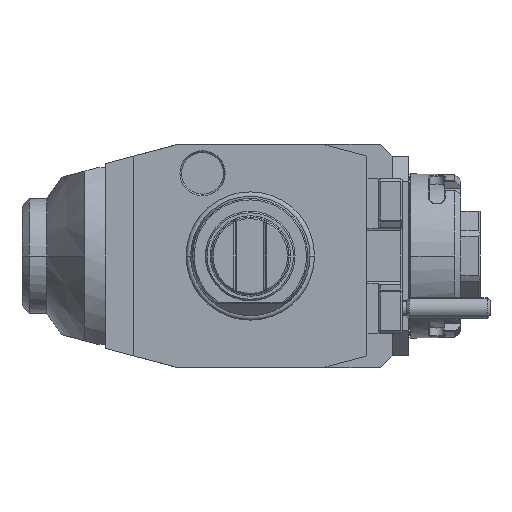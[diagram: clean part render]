
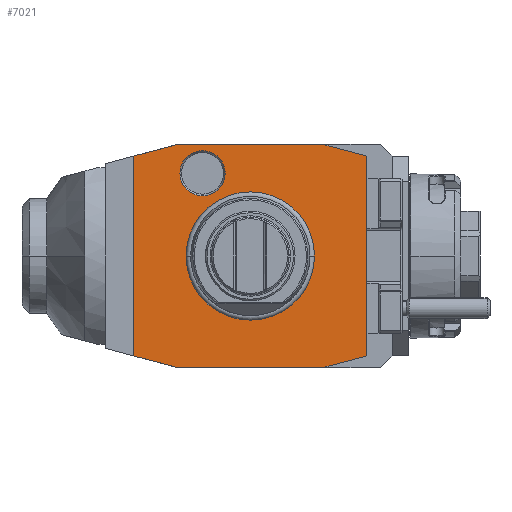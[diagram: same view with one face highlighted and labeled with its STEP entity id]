
A CAD part, front view. The second image highlights one B-rep face of the part: STEP entity #7021.
In plain terms, the highlighted planar face has unit normal (0, -1, 0).
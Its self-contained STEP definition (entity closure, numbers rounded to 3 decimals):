
#1=DIRECTION('',(1.,0.,0.));
#2=VECTOR('',#1,48.);
#3=CARTESIAN_POINT('',(-24.,0.,-37.5));
#4=LINE('',#3,#2);
#5=DIRECTION('',(0.966,0.,-0.259));
#6=VECTOR('',#5,15.529);
#7=CARTESIAN_POINT('',(-39.,0.,-33.481));
#8=LINE('',#7,#6);
#9=DIRECTION('',(0.,0.,-1.));
#10=VECTOR('',#9,66.962);
#11=CARTESIAN_POINT('',(-39.,0.,33.481));
#12=LINE('',#11,#10);
#13=DIRECTION('',(-0.966,0.,-0.259));
#14=VECTOR('',#13,15.529);
#15=CARTESIAN_POINT('',(-24.,0.,37.5));
#16=LINE('',#15,#14);
#17=DIRECTION('',(-1.,0.,0.));
#18=VECTOR('',#17,48.);
#19=CARTESIAN_POINT('',(24.,0.,37.5));
#20=LINE('',#19,#18);
#21=DIRECTION('',(-0.966,0.,0.259));
#22=VECTOR('',#21,15.529);
#23=CARTESIAN_POINT('',(39.,0.,33.481));
#24=LINE('',#23,#22);
#25=DIRECTION('',(0.,0.,1.));
#26=VECTOR('',#25,66.962);
#27=CARTESIAN_POINT('',(39.,0.,-33.481));
#28=LINE('',#27,#26);
#29=DIRECTION('',(0.966,0.,0.259));
#30=VECTOR('',#29,15.529);
#31=CARTESIAN_POINT('',(24.,0.,-37.5));
#32=LINE('',#31,#30);
#33=CARTESIAN_POINT('',(-16.,0.,27.713));
#34=DIRECTION('',(0.,1.,0.));
#35=DIRECTION('',(1.,0.,0.));
#36=AXIS2_PLACEMENT_3D('',#33,#34,#35);
#38=CARTESIAN_POINT('',(-16.,0.,27.713));
#39=DIRECTION('',(0.,1.,0.));
#40=DIRECTION('',(-1.,0.,0.));
#41=AXIS2_PLACEMENT_3D('',#38,#39,#40);
#3922=CARTESIAN_POINT('',(0.,0.,0.));
#3923=DIRECTION('',(0.,-1.,0.));
#3924=DIRECTION('',(1.,0.,0.));
#3925=AXIS2_PLACEMENT_3D('',#3922,#3923,#3924);
#3927=CARTESIAN_POINT('',(0.,0.,0.));
#3928=DIRECTION('',(0.,-1.,0.));
#3929=DIRECTION('',(-1.,0.,0.));
#3930=AXIS2_PLACEMENT_3D('',#3927,#3928,#3929);
#6157=CARTESIAN_POINT('',(-8.423,0.,
27.713));
#6158=CARTESIAN_POINT('',(-23.577,0.,
27.713));
#6159=VERTEX_POINT('',#6157);
#6160=VERTEX_POINT('',#6158);
#6791=CARTESIAN_POINT('',(-24.,0.,-37.5));
#6792=CARTESIAN_POINT('',(24.,0.,-37.5));
#6793=VERTEX_POINT('',#6791);
#6794=VERTEX_POINT('',#6792);
#6795=CARTESIAN_POINT('',(39.,0.,-33.481));
#6796=CARTESIAN_POINT('',(39.,0.,33.481));
#6797=VERTEX_POINT('',#6795);
#6798=VERTEX_POINT('',#6796);
#6799=CARTESIAN_POINT('',(24.,0.,37.5));
#6800=VERTEX_POINT('',#6799);
#6801=CARTESIAN_POINT('',(-24.,0.,37.5));
#6802=VERTEX_POINT('',#6801);
#6803=CARTESIAN_POINT('',(-39.,0.,33.481));
#6804=VERTEX_POINT('',#6803);
#6805=CARTESIAN_POINT('',(-39.,0.,-33.481));
#6806=VERTEX_POINT('',#6805);
#6843=CARTESIAN_POINT('',(21.137,0.,0.));
#6844=CARTESIAN_POINT('',(-21.137,0.,0.));
#6845=VERTEX_POINT('',#6843);
#6846=VERTEX_POINT('',#6844);
#6986=CARTESIAN_POINT('',(0.,0.,0.));
#6987=DIRECTION('',(0.,-1.,0.));
#6988=DIRECTION('',(-1.,0.,0.));
#6989=AXIS2_PLACEMENT_3D('',#6986,#6987,#6988);
#6990=PLANE('',#6989);
#6992=ORIENTED_EDGE('',*,*,#6991,.F.);
#6994=ORIENTED_EDGE('',*,*,#6993,.F.);
#6996=ORIENTED_EDGE('',*,*,#6995,.F.);
#6998=ORIENTED_EDGE('',*,*,#6997,.F.);
#7000=ORIENTED_EDGE('',*,*,#6999,.F.);
#7002=ORIENTED_EDGE('',*,*,#7001,.F.);
#7004=ORIENTED_EDGE('',*,*,#7003,.F.);
#7006=ORIENTED_EDGE('',*,*,#7005,.F.);
#7007=EDGE_LOOP('',(#6992,#6994,#6996,#6998,#7000,#7002,#7004,#7006));
#7008=FACE_OUTER_BOUND('',#7007,.F.);
#7010=ORIENTED_EDGE('',*,*,#7009,.T.);
#7012=ORIENTED_EDGE('',*,*,#7011,.T.);
#7013=EDGE_LOOP('',(#7010,#7012));
#7014=FACE_BOUND('',#7013,.F.);
#7016=ORIENTED_EDGE('',*,*,#7015,.F.);
#7018=ORIENTED_EDGE('',*,*,#7017,.F.);
#7019=EDGE_LOOP('',(#7016,#7018));
#7020=FACE_BOUND('',#7019,.F.);
#37=CIRCLE('',#36,7.577);
#42=CIRCLE('',#41,7.577);
#3926=CIRCLE('',#3925,21.137);
#3931=CIRCLE('',#3930,21.137);
#6991=EDGE_CURVE('',#6793,#6794,#4,.T.);
#6993=EDGE_CURVE('',#6806,#6793,#8,.T.);
#6995=EDGE_CURVE('',#6804,#6806,#12,.T.);
#6997=EDGE_CURVE('',#6802,#6804,#16,.T.);
#6999=EDGE_CURVE('',#6800,#6802,#20,.T.);
#7001=EDGE_CURVE('',#6798,#6800,#24,.T.);
#7003=EDGE_CURVE('',#6797,#6798,#28,.T.);
#7005=EDGE_CURVE('',#6794,#6797,#32,.T.);
#7009=EDGE_CURVE('',#6845,#6846,#3926,.T.);
#7011=EDGE_CURVE('',#6846,#6845,#3931,.T.);
#7015=EDGE_CURVE('',#6159,#6160,#37,.T.);
#7017=EDGE_CURVE('',#6160,#6159,#42,.T.);
#7021=ADVANCED_FACE('',(#7008,#7014,#7020),#6990,.T.);
